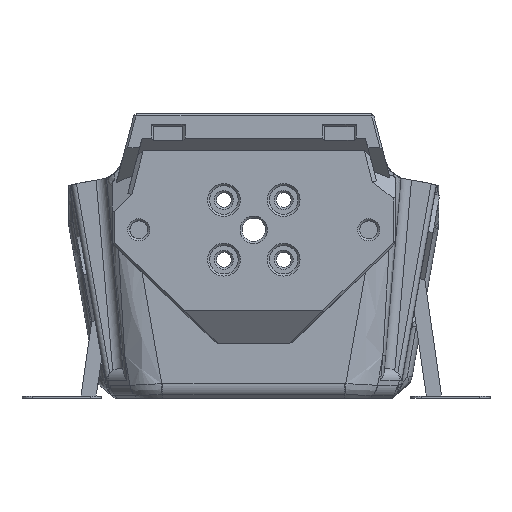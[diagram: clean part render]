
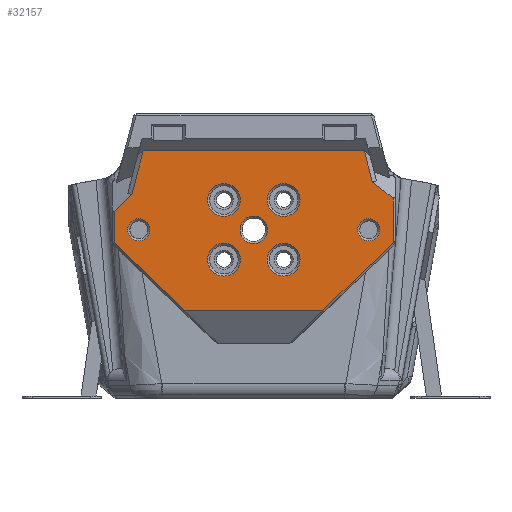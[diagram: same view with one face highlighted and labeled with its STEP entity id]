
A CAD part, front view. The second image highlights one B-rep face of the part: STEP entity #32157.
In plain terms, the highlighted planar face has unit normal (0, -1, 0).
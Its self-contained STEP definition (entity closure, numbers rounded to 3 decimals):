
#2509=CIRCLE('',#34737,2.1);
#2510=CIRCLE('',#34738,2.1);
#2511=CIRCLE('',#34739,2.6);
#2512=CIRCLE('',#34740,3.1);
#2513=CIRCLE('',#34741,3.1);
#2514=CIRCLE('',#34742,3.1);
#2515=CIRCLE('',#34743,3.1);
#9051=ORIENTED_EDGE('',*,*,#12880,.F.);
#9052=ORIENTED_EDGE('',*,*,#15682,.T.);
#9053=ORIENTED_EDGE('',*,*,#15683,.T.);
#9054=ORIENTED_EDGE('',*,*,#15684,.T.);
#9055=ORIENTED_EDGE('',*,*,#15685,.T.);
#9056=ORIENTED_EDGE('',*,*,#15686,.T.);
#9057=ORIENTED_EDGE('',*,*,#15687,.T.);
#9058=ORIENTED_EDGE('',*,*,#15688,.T.);
#9059=ORIENTED_EDGE('',*,*,#12889,.F.);
#9060=ORIENTED_EDGE('',*,*,#15689,.T.);
#9061=ORIENTED_EDGE('',*,*,#15690,.T.);
#9062=ORIENTED_EDGE('',*,*,#15691,.T.);
#9063=ORIENTED_EDGE('',*,*,#15692,.T.);
#9064=ORIENTED_EDGE('',*,*,#15693,.F.);
#9065=ORIENTED_EDGE('',*,*,#15694,.F.);
#9066=ORIENTED_EDGE('',*,*,#15695,.T.);
#9067=ORIENTED_EDGE('',*,*,#15696,.T.);
#12880=EDGE_CURVE('',#17600,#17601,#20555,.F.);
#12889=EDGE_CURVE('',#17609,#17610,#20564,.F.);
#15682=EDGE_CURVE('',#17600,#19346,#22144,.T.);
#15683=EDGE_CURVE('',#19346,#19347,#22145,.F.);
#15684=EDGE_CURVE('',#19347,#19348,#22146,.T.);
#15685=EDGE_CURVE('',#19348,#19349,#22147,.T.);
#15686=EDGE_CURVE('',#19349,#19350,#22148,.T.);
#15687=EDGE_CURVE('',#19350,#19351,#22149,.T.);
#15688=EDGE_CURVE('',#19351,#17610,#22150,.T.);
#15689=EDGE_CURVE('',#17609,#17601,#22151,.T.);
#15690=EDGE_CURVE('',#19352,#19352,#2509,.F.);
#15691=EDGE_CURVE('',#19353,#19353,#2510,.F.);
#15692=EDGE_CURVE('',#19354,#19354,#2511,.F.);
#15693=EDGE_CURVE('',#19355,#19355,#2512,.F.);
#15694=EDGE_CURVE('',#19356,#19356,#2513,.F.);
#15695=EDGE_CURVE('',#19357,#19357,#2514,.F.);
#15696=EDGE_CURVE('',#19358,#19358,#2515,.F.);
#17600=VERTEX_POINT('',#45416);
#17601=VERTEX_POINT('',#45418);
#17609=VERTEX_POINT('',#45435);
#17610=VERTEX_POINT('',#45437);
#19346=VERTEX_POINT('',#57782);
#19347=VERTEX_POINT('',#57784);
#19348=VERTEX_POINT('',#57786);
#19349=VERTEX_POINT('',#57788);
#19350=VERTEX_POINT('',#57790);
#19351=VERTEX_POINT('',#57792);
#19352=VERTEX_POINT('',#57796);
#19353=VERTEX_POINT('',#57798);
#19354=VERTEX_POINT('',#57800);
#19355=VERTEX_POINT('',#57802);
#19356=VERTEX_POINT('',#57804);
#19357=VERTEX_POINT('',#57806);
#19358=VERTEX_POINT('',#57808);
#20555=LINE('',#45417,#23460);
#20564=LINE('',#45436,#23469);
#22144=LINE('',#57781,#25049);
#22145=LINE('',#57783,#25050);
#22146=LINE('',#57785,#25051);
#22147=LINE('',#57787,#25052);
#22148=LINE('',#57789,#25053);
#22149=LINE('',#57791,#25054);
#22150=LINE('',#57793,#25055);
#22151=LINE('',#57794,#25056);
#23460=VECTOR('',#36361,1000.);
#23469=VECTOR('',#36372,1000.);
#25049=VECTOR('',#40974,1000.);
#25050=VECTOR('',#40975,1000.);
#25051=VECTOR('',#40976,1000.);
#25052=VECTOR('',#40977,1000.);
#25053=VECTOR('',#40978,1000.);
#25054=VECTOR('',#40979,1000.);
#25055=VECTOR('',#40980,1000.);
#25056=VECTOR('',#40981,1000.);
#27260=EDGE_LOOP('',(#9051,#9052,#9053,#9054,#9055,#9056,#9057,#9058,#9059,
#9060));
#27261=EDGE_LOOP('',(#9061));
#27262=EDGE_LOOP('',(#9062));
#27263=EDGE_LOOP('',(#9063));
#27264=EDGE_LOOP('',(#9064));
#27265=EDGE_LOOP('',(#9065));
#27266=EDGE_LOOP('',(#9066));
#27267=EDGE_LOOP('',(#9067));
#29224=FACE_BOUND('',#27260,.T.);
#29225=FACE_BOUND('',#27261,.T.);
#29226=FACE_BOUND('',#27262,.T.);
#29227=FACE_BOUND('',#27263,.T.);
#29228=FACE_BOUND('',#27264,.T.);
#29229=FACE_BOUND('',#27265,.T.);
#29230=FACE_BOUND('',#27266,.T.);
#29231=FACE_BOUND('',#27267,.T.);
#30551=PLANE('',#34736);
#32157=ADVANCED_FACE('',(#29224,#29225,#29226,#29227,#29228,#29229,#29230,
#29231),#30551,.T.);
#34736=AXIS2_PLACEMENT_3D('',#57780,#40972,#40973);
#34737=AXIS2_PLACEMENT_3D('',#57795,#40982,#40983);
#34738=AXIS2_PLACEMENT_3D('',#57797,#40984,#40985);
#34739=AXIS2_PLACEMENT_3D('',#57799,#40986,#40987);
#34740=AXIS2_PLACEMENT_3D('',#57801,#40988,#40989);
#34741=AXIS2_PLACEMENT_3D('',#57803,#40990,#40991);
#34742=AXIS2_PLACEMENT_3D('',#57805,#40992,#40993);
#34743=AXIS2_PLACEMENT_3D('',#57807,#40994,#40995);
#36361=DIRECTION('',(-1.,0.,0.));
#36372=DIRECTION('',(-0.797,0.,0.604));
#40972=DIRECTION('',(0.,-1.,0.));
#40973=DIRECTION('',(1.,0.,0.));
#40974=DIRECTION('',(-0.25,0.,-0.968));
#40975=DIRECTION('',(0.714,0.,0.7));
#40976=DIRECTION('',(0.,0.,-1.));
#40977=DIRECTION('',(0.722,0.,-0.692));
#40978=DIRECTION('',(1.,0.,0.));
#40979=DIRECTION('',(0.722,0.,0.692));
#40980=DIRECTION('',(0.,0.,1.));
#40981=DIRECTION('',(-0.25,0.,0.968));
#40982=DIRECTION('',(0.,-1.,0.));
#40983=DIRECTION('',(1.,0.,0.));
#40984=DIRECTION('',(0.,-1.,0.));
#40985=DIRECTION('',(1.,0.,0.));
#40986=DIRECTION('',(0.,-1.,0.));
#40987=DIRECTION('',(0.,0.,-1.));
#40988=DIRECTION('',(0.,1.,0.));
#40989=DIRECTION('',(0.,0.,-1.));
#40990=DIRECTION('',(0.,1.,0.));
#40991=DIRECTION('',(0.,0.,-1.));
#40992=DIRECTION('',(0.,-1.,0.));
#40993=DIRECTION('',(0.,0.,-1.));
#40994=DIRECTION('',(0.,-1.,0.));
#40995=DIRECTION('',(0.,0.,-1.));
#45416=CARTESIAN_POINT('',(-20.926,-29.1,46.811));
#45417=CARTESIAN_POINT('',(-0.052,-29.1,46.811));
#45418=CARTESIAN_POINT('',(20.926,-29.1,46.811));
#45435=CARTESIAN_POINT('',(22.462,-29.1,40.868));
#45436=CARTESIAN_POINT('',(15.729,-29.1,45.972));
#45437=CARTESIAN_POINT('',(26.393,-29.1,37.888));
#57780=CARTESIAN_POINT('',(0.,-29.1,25.221));
#57781=CARTESIAN_POINT('',(-24.847,-29.1,31.647));
#57782=CARTESIAN_POINT('',(-23.06,-29.1,38.559));
#57783=CARTESIAN_POINT('',(-17.965,-29.1,43.552));
#57784=CARTESIAN_POINT('',(-26.393,-29.1,35.292));
#57785=CARTESIAN_POINT('',(-26.393,-29.1,25.221));
#57786=CARTESIAN_POINT('',(-26.393,-29.1,29.389));
#57787=CARTESIAN_POINT('',(-10.556,-29.1,14.208));
#57788=CARTESIAN_POINT('',(-13.09,-29.1,16.638));
#57789=CARTESIAN_POINT('',(-2.754,-29.1,16.638));
#57790=CARTESIAN_POINT('',(13.09,-29.1,16.638));
#57791=CARTESIAN_POINT('',(10.556,-29.1,14.208));
#57792=CARTESIAN_POINT('',(26.393,-29.1,29.389));
#57793=CARTESIAN_POINT('',(26.393,-29.1,25.221));
#57794=CARTESIAN_POINT('',(24.847,-29.1,31.647));
#57795=CARTESIAN_POINT('',(-21.75,-29.1,31.853));
#57796=CARTESIAN_POINT('',(-19.65,-29.1,31.853));
#57797=CARTESIAN_POINT('',(21.75,-29.1,31.853));
#57798=CARTESIAN_POINT('',(23.85,-29.1,31.853));
#57799=CARTESIAN_POINT('',(0.,-29.1,31.85));
#57800=CARTESIAN_POINT('',(0.,-29.1,29.25));
#57801=CARTESIAN_POINT('',(5.657,-29.1,37.507));
#57802=CARTESIAN_POINT('',(5.657,-29.1,34.407));
#57803=CARTESIAN_POINT('',(5.657,-29.1,26.193));
#57804=CARTESIAN_POINT('',(5.657,-29.1,23.093));
#57805=CARTESIAN_POINT('',(-5.657,-29.1,37.507));
#57806=CARTESIAN_POINT('',(-5.657,-29.1,34.407));
#57807=CARTESIAN_POINT('',(-5.657,-29.1,26.193));
#57808=CARTESIAN_POINT('',(-5.657,-29.1,23.093));
